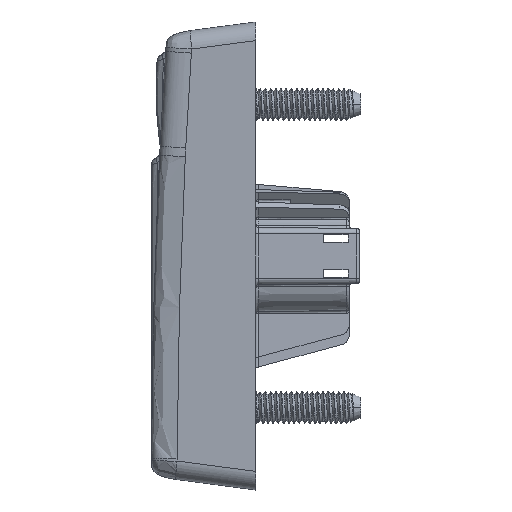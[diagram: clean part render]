
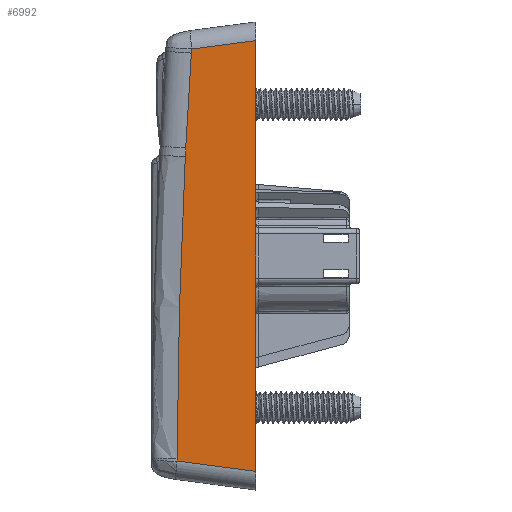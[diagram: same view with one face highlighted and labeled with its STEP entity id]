
A CAD part, left-side view. The second image highlights one B-rep face of the part: STEP entity #6992.
In plain terms, the highlighted planar face has unit normal (-0.998, 0.061, 0).
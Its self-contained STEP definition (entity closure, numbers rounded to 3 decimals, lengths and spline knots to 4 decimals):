
#3161=CARTESIAN_POINT('',(-2.125,0.,-1.6209));
#3174=DIRECTION('',(0.,0.,-1.));
#3175=VECTOR('',#3174,3.2418);
#3176=CARTESIAN_POINT('',(-2.125,0.,1.6209));
#3177=LINE('',#3176,#3175);
#3189=CARTESIAN_POINT('',(-2.125,0.,1.6209));
#3771=CARTESIAN_POINT('',(-2.0887,0.5936,
-1.5431));
#3772=CARTESIAN_POINT('',(-2.0887,0.5936,
-1.5371));
#3773=CARTESIAN_POINT('',(-2.0887,0.5936,
-1.5312));
#3774=CARTESIAN_POINT('',(-2.0887,0.5936,
-1.5253));
#3779=CARTESIAN_POINT('',(-2.0887,0.5936,
-1.5253));
#3780=CARTESIAN_POINT('',(-2.0889,0.5902,
-0.7672));
#3781=CARTESIAN_POINT('',(-2.0902,0.5696,
-0.0092));
#3782=CARTESIAN_POINT('',(-2.0925,0.5316,
0.748));
#3787=CARTESIAN_POINT('',(-2.0925,0.5316,
0.748));
#3788=CARTESIAN_POINT('',(-2.0926,0.5305,
0.7701));
#3789=CARTESIAN_POINT('',(-2.0926,0.5294,
0.7922));
#3790=CARTESIAN_POINT('',(-2.0927,0.5283,
0.8143));
#3795=CARTESIAN_POINT('',(-2.0927,0.5283,
0.8143));
#3796=CARTESIAN_POINT('',(-2.0934,0.516,
1.0519));
#3797=CARTESIAN_POINT('',(-2.0943,0.5021,
1.2895));
#3798=CARTESIAN_POINT('',(-2.0952,0.4865,
1.5269));
#3803=CARTESIAN_POINT('',(-2.0952,0.4865,
1.5269));
#3804=CARTESIAN_POINT('',(-2.0953,0.4858,
1.5371));
#3805=CARTESIAN_POINT('',(-2.0953,0.4851,
1.5472));
#3806=CARTESIAN_POINT('',(-2.0954,0.4845,
1.5574));
#3811=DIRECTION('',(-0.061,-0.99,0.13));
#3812=VECTOR('',#3811,0.4895);
#3813=CARTESIAN_POINT('',(-2.0954,0.4845,
1.5574));
#3814=LINE('',#3813,#3812);
#3818=DIRECTION('',(0.061,0.99,0.13));
#3819=VECTOR('',#3818,0.5998);
#3820=CARTESIAN_POINT('',(-2.125,0.,-1.6209));
#3821=LINE('',#3820,#3819);
#3941=CARTESIAN_POINT('',(-2.0887,0.5936,
-1.5431));
#5886=VERTEX_POINT('',#3189);
#5889=VERTEX_POINT('',#3161);
#5906=VERTEX_POINT('',#3941);
#5908=VERTEX_POINT('',#3774);
#5910=VERTEX_POINT('',#3782);
#5912=VERTEX_POINT('',#3790);
#5914=VERTEX_POINT('',#3798);
#5916=VERTEX_POINT('',#3806);
#6974=CARTESIAN_POINT('',(-2.125,0.,-2.8476));
#6975=DIRECTION('',(-0.998,0.061,0.));
#6976=DIRECTION('',(0.,0.,-1.));
#6977=AXIS2_PLACEMENT_3D('',#6974,#6975,#6976);
#6978=PLANE('',#6977);
#6980=ORIENTED_EDGE('',*,*,#6979,.T.);
#6982=ORIENTED_EDGE('',*,*,#6981,.T.);
#6983=ORIENTED_EDGE('',*,*,#6745,.T.);
#6984=ORIENTED_EDGE('',*,*,#6786,.T.);
#6985=ORIENTED_EDGE('',*,*,#6826,.T.);
#6986=ORIENTED_EDGE('',*,*,#6957,.T.);
#6987=ORIENTED_EDGE('',*,*,#6285,.T.);
#6989=ORIENTED_EDGE('',*,*,#6988,.T.);
#6990=EDGE_LOOP('',(#6980,#6982,#6983,#6984,#6985,#6986,#6987,#6989));
#6991=FACE_OUTER_BOUND('',#6990,.F.);
#6992=ADVANCED_FACE('',(#6991),#6978,.T.);
#3775=B_SPLINE_CURVE_WITH_KNOTS('',3,(#3771,#3772,#3773,#3774),.UNSPECIFIED.,
.F.,.F.,(4,4),(0.,1.),.UNSPECIFIED.);
#3783=B_SPLINE_CURVE_WITH_KNOTS('',3,(#3779,#3780,#3781,#3782),.UNSPECIFIED.,
.F.,.F.,(4,4),(0.,1.),.UNSPECIFIED.);
#3791=B_SPLINE_CURVE_WITH_KNOTS('',3,(#3787,#3788,#3789,#3790),.UNSPECIFIED.,
.F.,.F.,(4,4),(0.,1.),.UNSPECIFIED.);
#3799=B_SPLINE_CURVE_WITH_KNOTS('',3,(#3795,#3796,#3797,#3798),.UNSPECIFIED.,
.F.,.F.,(4,4),(0.,1.),.UNSPECIFIED.);
#3807=B_SPLINE_CURVE_WITH_KNOTS('',3,(#3803,#3804,#3805,#3806),.UNSPECIFIED.,
.F.,.F.,(4,4),(0.,1.),.UNSPECIFIED.);
#6285=EDGE_CURVE('',#5886,#5889,#3177,.T.);
#6745=EDGE_CURVE('',#5910,#5912,#3791,.T.);
#6786=EDGE_CURVE('',#5912,#5914,#3799,.T.);
#6826=EDGE_CURVE('',#5914,#5916,#3807,.T.);
#6957=EDGE_CURVE('',#5916,#5886,#3814,.T.);
#6979=EDGE_CURVE('',#5906,#5908,#3775,.T.);
#6981=EDGE_CURVE('',#5908,#5910,#3783,.T.);
#6988=EDGE_CURVE('',#5889,#5906,#3821,.T.);
